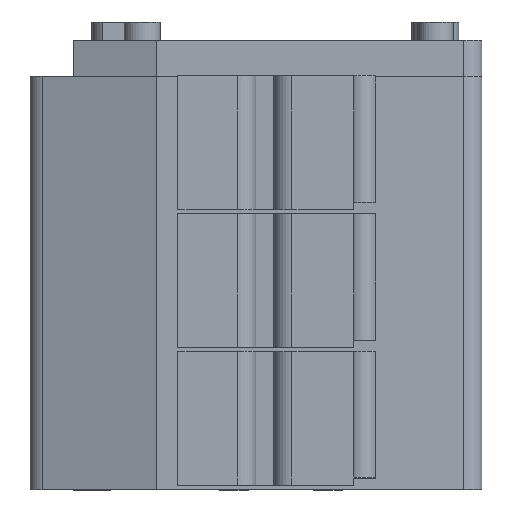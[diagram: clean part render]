
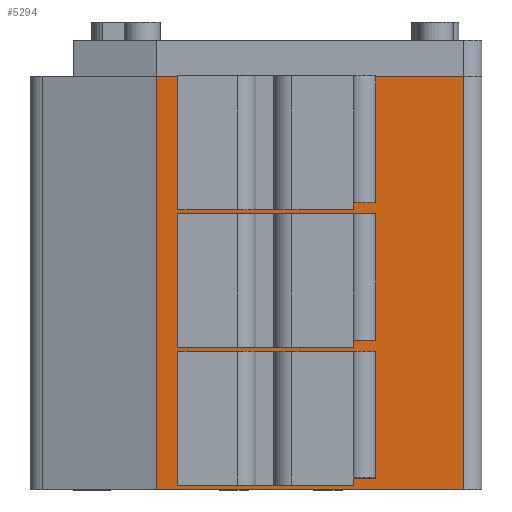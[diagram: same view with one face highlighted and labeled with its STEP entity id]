
A CAD part, top view. The second image highlights one B-rep face of the part: STEP entity #5294.
In plain terms, the highlighted planar face has unit normal (0, 0, 1).
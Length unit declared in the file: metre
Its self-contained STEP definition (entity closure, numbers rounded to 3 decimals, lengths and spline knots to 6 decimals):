
#558=ORIENTED_EDGE('',*,*,#1930,.F.);
#559=ORIENTED_EDGE('',*,*,#1931,.F.);
#560=ORIENTED_EDGE('',*,*,#1932,.F.);
#561=ORIENTED_EDGE('',*,*,#1933,.T.);
#562=ORIENTED_EDGE('',*,*,#1928,.T.);
#563=ORIENTED_EDGE('',*,*,#1934,.F.);
#564=ORIENTED_EDGE('',*,*,#1935,.F.);
#565=ORIENTED_EDGE('',*,*,#1936,.T.);
#566=ORIENTED_EDGE('',*,*,#1937,.F.);
#567=ORIENTED_EDGE('',*,*,#1938,.F.);
#568=ORIENTED_EDGE('',*,*,#1939,.F.);
#569=ORIENTED_EDGE('',*,*,#1940,.T.);
#570=ORIENTED_EDGE('',*,*,#1941,.F.);
#571=ORIENTED_EDGE('',*,*,#1942,.F.);
#572=ORIENTED_EDGE('',*,*,#1943,.F.);
#573=ORIENTED_EDGE('',*,*,#1944,.T.);
#1928=EDGE_CURVE('',#2646,#2645,#3205,.T.);
#1930=EDGE_CURVE('',#2647,#2648,#3206,.T.);
#1931=EDGE_CURVE('',#2649,#2647,#3207,.T.);
#1932=EDGE_CURVE('',#2650,#2649,#3208,.T.);
#1933=EDGE_CURVE('',#2650,#2648,#3209,.T.);
#1934=EDGE_CURVE('',#2651,#2645,#3210,.T.);
#1935=EDGE_CURVE('',#2652,#2651,#3211,.T.);
#1936=EDGE_CURVE('',#2652,#2653,#3212,.T.);
#1937=EDGE_CURVE('',#2654,#2653,#3213,.T.);
#1938=EDGE_CURVE('',#2655,#2654,#3214,.T.);
#1939=EDGE_CURVE('',#2656,#2655,#3215,.T.);
#1940=EDGE_CURVE('',#2656,#2646,#3216,.T.);
#1941=EDGE_CURVE('',#2657,#2658,#3217,.T.);
#1942=EDGE_CURVE('',#2659,#2657,#3218,.T.);
#1943=EDGE_CURVE('',#2660,#2659,#3219,.T.);
#1944=EDGE_CURVE('',#2660,#2658,#3220,.T.);
#2645=VERTEX_POINT('',#7833);
#2646=VERTEX_POINT('',#7835);
#2647=VERTEX_POINT('',#7839);
#2648=VERTEX_POINT('',#7840);
#2649=VERTEX_POINT('',#7842);
#2650=VERTEX_POINT('',#7844);
#2651=VERTEX_POINT('',#7847);
#2652=VERTEX_POINT('',#7849);
#2653=VERTEX_POINT('',#7851);
#2654=VERTEX_POINT('',#7853);
#2655=VERTEX_POINT('',#7855);
#2656=VERTEX_POINT('',#7857);
#2657=VERTEX_POINT('',#7860);
#2658=VERTEX_POINT('',#7861);
#2659=VERTEX_POINT('',#7863);
#2660=VERTEX_POINT('',#7865);
#3205=LINE('',#7834,#3845);
#3206=LINE('',#7838,#3846);
#3207=LINE('',#7841,#3847);
#3208=LINE('',#7843,#3848);
#3209=LINE('',#7845,#3849);
#3210=LINE('',#7846,#3850);
#3211=LINE('',#7848,#3851);
#3212=LINE('',#7850,#3852);
#3213=LINE('',#7852,#3853);
#3214=LINE('',#7854,#3854);
#3215=LINE('',#7856,#3855);
#3216=LINE('',#7858,#3856);
#3217=LINE('',#7859,#3857);
#3218=LINE('',#7862,#3858);
#3219=LINE('',#7864,#3859);
#3220=LINE('',#7866,#3860);
#3845=VECTOR('',#6303,1.);
#3846=VECTOR('',#6308,1.);
#3847=VECTOR('',#6309,1.);
#3848=VECTOR('',#6310,1.);
#3849=VECTOR('',#6311,1.);
#3850=VECTOR('',#6312,1.);
#3851=VECTOR('',#6313,1.);
#3852=VECTOR('',#6314,1.);
#3853=VECTOR('',#6315,1.);
#3854=VECTOR('',#6316,1.);
#3855=VECTOR('',#6317,1.);
#3856=VECTOR('',#6318,1.);
#3857=VECTOR('',#6319,1.);
#3858=VECTOR('',#6320,1.);
#3859=VECTOR('',#6321,1.);
#3860=VECTOR('',#6322,1.);
#4405=EDGE_LOOP('',(#558,#559,#560,#561));
#4406=EDGE_LOOP('',(#562,#563,#564,#565,#566,#567,#568,#569));
#4407=EDGE_LOOP('',(#570,#571,#572,#573));
#4743=FACE_BOUND('',#4405,.T.);
#4744=FACE_BOUND('',#4406,.T.);
#4745=FACE_BOUND('',#4407,.T.);
#5060=PLANE('',#5637);
#5294=ADVANCED_FACE('',(#4743,#4744,#4745),#5060,.T.);
#5637=AXIS2_PLACEMENT_3D('',#7837,#6306,#6307);
#6303=DIRECTION('',(0.,1.,0.));
#6306=DIRECTION('',(0.,0.,1.));
#6307=DIRECTION('',(1.,0.,0.));
#6308=DIRECTION('',(0.,-1.,0.));
#6309=DIRECTION('',(-1.,0.,0.));
#6310=DIRECTION('',(0.,1.,0.));
#6311=DIRECTION('',(-1.,0.,0.));
#6312=DIRECTION('',(1.,0.,0.));
#6313=DIRECTION('',(0.,1.,0.));
#6314=DIRECTION('',(-1.,0.,0.));
#6315=DIRECTION('',(0.,-1.,0.));
#6316=DIRECTION('',(1.,0.,0.));
#6317=DIRECTION('',(0.,1.,0.));
#6318=DIRECTION('',(1.,0.,0.));
#6319=DIRECTION('',(0.,-1.,0.));
#6320=DIRECTION('',(-1.,0.,0.));
#6321=DIRECTION('',(0.,1.,0.));
#6322=DIRECTION('',(-1.,0.,0.));
#7833=CARTESIAN_POINT('',(0.0025,0.0021,0.009169));
#7834=CARTESIAN_POINT('',(0.0025,-0.0029,0.009169));
#7835=CARTESIAN_POINT('',(0.0025,-0.00933,0.009169));
#7837=CARTESIAN_POINT('',(-0.006,-0.0029,0.009169));
#7838=CARTESIAN_POINT('',(-0.004755,-0.00171,0.009169));
#7839=CARTESIAN_POINT('',(-0.004755,-0.00171,0.009169));
#7840=CARTESIAN_POINT('',(-0.004755,-0.00521,0.009169));
#7841=CARTESIAN_POINT('',(-0.006,-0.00171,0.009169));
#7842=CARTESIAN_POINT('',(0.000057,-0.00171,0.009169));
#7843=CARTESIAN_POINT('',(0.000057,-0.00521,0.009169));
#7844=CARTESIAN_POINT('',(0.000057,-0.00521,0.009169));
#7845=CARTESIAN_POINT('',(0.000057,-0.00521,0.009169));
#7846=CARTESIAN_POINT('',(0.000057,0.0021,0.009169));
#7847=CARTESIAN_POINT('',(0.000057,0.0021,0.009169));
#7848=CARTESIAN_POINT('',(0.000057,-0.0014,0.009169));
#7849=CARTESIAN_POINT('',(0.000057,-0.0014,0.009169));
#7850=CARTESIAN_POINT('',(0.000057,-0.0014,0.009169));
#7851=CARTESIAN_POINT('',(-0.004755,-0.0014,0.009169));
#7852=CARTESIAN_POINT('',(-0.004755,0.0021,0.009169));
#7853=CARTESIAN_POINT('',(-0.004755,0.0021,0.009169));
#7854=CARTESIAN_POINT('',(-0.006,0.0021,0.009169));
#7855=CARTESIAN_POINT('',(-0.006,0.0021,0.009169));
#7856=CARTESIAN_POINT('',(-0.006,-0.0029,0.009169));
#7857=CARTESIAN_POINT('',(-0.006,-0.00933,0.009169));
#7858=CARTESIAN_POINT('',(0.003,-0.00933,0.009169));
#7859=CARTESIAN_POINT('',(-0.004755,-0.00552,0.009169));
#7860=CARTESIAN_POINT('',(-0.004755,-0.00552,0.009169));
#7861=CARTESIAN_POINT('',(-0.004755,-0.00902,0.009169));
#7862=CARTESIAN_POINT('',(-0.006,-0.00552,0.009169));
#7863=CARTESIAN_POINT('',(0.000057,-0.00552,0.009169));
#7864=CARTESIAN_POINT('',(0.000057,-0.00902,0.009169));
#7865=CARTESIAN_POINT('',(0.000057,-0.00902,0.009169));
#7866=CARTESIAN_POINT('',(0.000057,-0.00902,0.009169));
